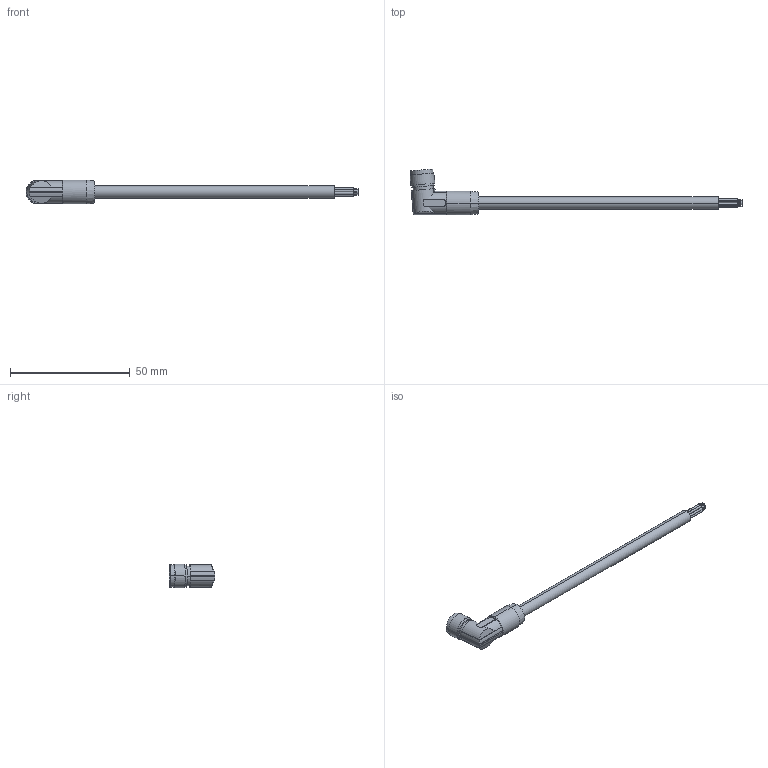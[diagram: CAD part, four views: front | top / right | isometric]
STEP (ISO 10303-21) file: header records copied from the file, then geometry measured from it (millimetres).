
FILE_DESCRIPTION(('SolidDesigner STEP Export'),'2;1');
FILE_NAME('1404191_SAC_8P_1.5_PUR_M8MFR-select.stp','2013-07-12T11:41:15',(''),(''),'Creo Elements/Direct Modeling STEP processor for AP214 (Solid Model)','Creo Elements/Direct Modeling 18.1 06-May-2012 (C) Parametric Technology GmbH','');
FILE_SCHEMA(('AUTOMOTIVE_DESIGN { 1 0 10303 214 1 1 1 1 }'));
Length unit declared in the file: millimetre
Products named in the file (1): 1404191_SAC_8P_1.5_PUR_M8MFR-select
Bounding box: 138.63 x 19.21 x 10 mm (x, y, z)
Volume: 4692 mm3; surface area: 3547.4 mm2
Topology: 1 solids, 1 shells, 153 faces, 362 edges, 242 vertices
Faces by surface type: cylinder 89, plane 58, cone 6
Entity records: 5834 total; most frequent: CARTESIAN_POINT 1178, ORIENTED_EDGE 724, DIRECTION 690, EDGE_CURVE 362, AXIS2_PLACEMENT_3D 268, VERTEX_POINT 242, EDGE_LOOP 184, VECTOR 154
